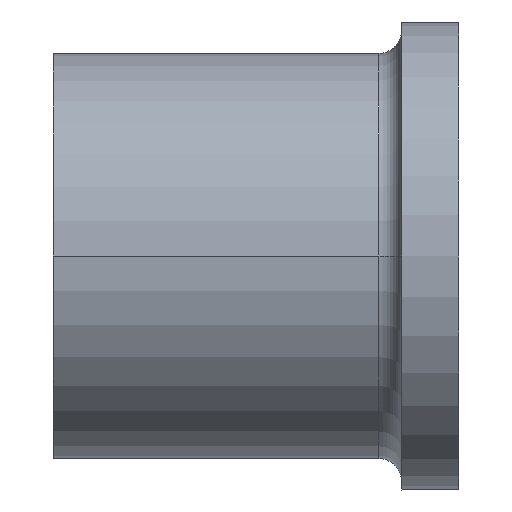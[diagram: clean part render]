
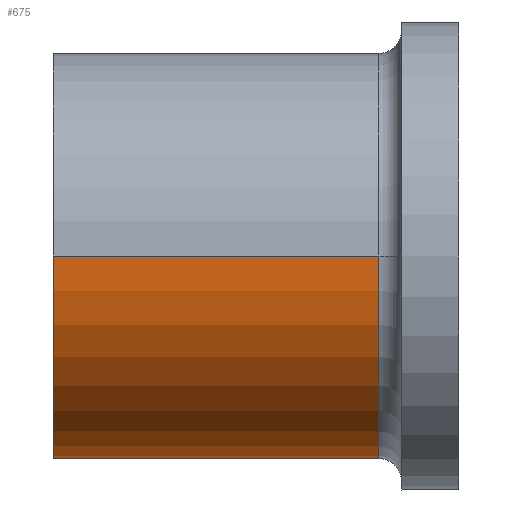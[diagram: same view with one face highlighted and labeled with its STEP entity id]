
A CAD part, left-side view. The second image highlights one B-rep face of the part: STEP entity #675.
In plain terms, the highlighted cylindrical face has radius 9.017 mm (diameter 18.034 mm), a partial arc.
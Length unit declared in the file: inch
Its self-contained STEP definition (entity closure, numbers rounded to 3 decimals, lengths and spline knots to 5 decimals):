
#335=CARTESIAN_POINT('',(0.,0.14,0.));
#336=DIRECTION('',(0.,1.,0.));
#337=DIRECTION('',(1.,0.,0.));
#338=AXIS2_PLACEMENT_3D('',#335,#336,#337);
#343=DIRECTION('',(0.,1.,0.));
#344=VECTOR('',#343,0.57);
#345=CARTESIAN_POINT('',(0.355,0.14,0.));
#346=LINE('',#345,#344);
#350=DIRECTION('',(0.,1.,0.));
#351=VECTOR('',#350,0.57);
#352=CARTESIAN_POINT('',(-0.355,0.14,0.));
#353=LINE('',#352,#351);
#357=CARTESIAN_POINT('',(0.,0.71,0.));
#358=DIRECTION('',(0.,1.,0.));
#359=DIRECTION('',(1.,0.,0.));
#360=AXIS2_PLACEMENT_3D('',#357,#358,#359);
#419=CARTESIAN_POINT('',(0.355,0.71,0.));
#420=CARTESIAN_POINT('',(-0.355,0.71,0.));
#421=VERTEX_POINT('',#419);
#422=VERTEX_POINT('',#420);
#467=CARTESIAN_POINT('',(-0.355,0.14,0.));
#468=CARTESIAN_POINT('',(0.355,0.14,0.));
#469=VERTEX_POINT('',#467);
#470=VERTEX_POINT('',#468);
#661=CARTESIAN_POINT('',(0.,0.,0.));
#662=DIRECTION('',(0.,1.,0.));
#663=DIRECTION('',(1.,0.,0.));
#664=AXIS2_PLACEMENT_3D('',#661,#662,#663);
#665=CYLINDRICAL_SURFACE('',#664,0.355);
#666=ORIENTED_EDGE('',*,*,#655,.F.);
#668=ORIENTED_EDGE('',*,*,#667,.T.);
#670=ORIENTED_EDGE('',*,*,#669,.T.);
#672=ORIENTED_EDGE('',*,*,#671,.F.);
#673=EDGE_LOOP('',(#666,#668,#670,#672));
#674=FACE_OUTER_BOUND('',#673,.F.);
#675=ADVANCED_FACE('',(#674),#665,.T.);
#339=CIRCLE('',#338,0.355);
#361=CIRCLE('',#360,0.355);
#655=EDGE_CURVE('',#470,#469,#339,.T.);
#667=EDGE_CURVE('',#470,#421,#346,.T.);
#669=EDGE_CURVE('',#421,#422,#361,.T.);
#671=EDGE_CURVE('',#469,#422,#353,.T.);
